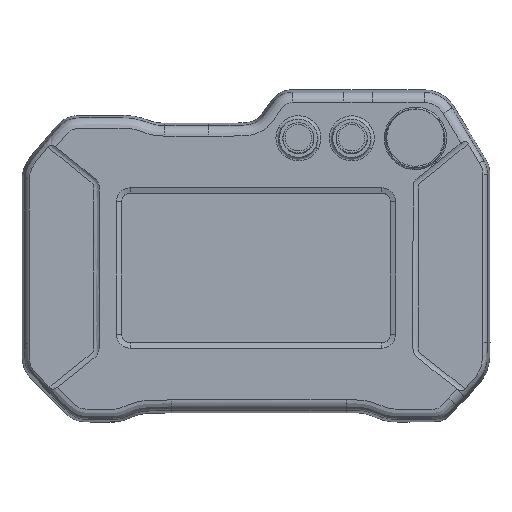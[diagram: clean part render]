
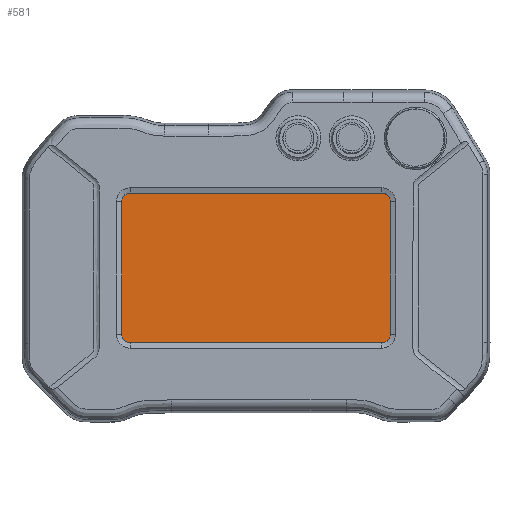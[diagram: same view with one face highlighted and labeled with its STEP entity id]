
A CAD part, front view. The second image highlights one B-rep face of the part: STEP entity #581.
In plain terms, the highlighted planar face has unit normal (0, -1, 0).
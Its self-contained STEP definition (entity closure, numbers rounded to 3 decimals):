
#581=ADVANCED_FACE('',(#1344),#12018,.T.);
#1344=FACE_OUTER_BOUND('',#2131,.T.);
#2131=EDGE_LOOP('',(#3551,#3552,#3553,#3554,#3555,#3556,#3557,#3558));
#3551=ORIENTED_EDGE('',*,*,#7028,.F.);
#3552=ORIENTED_EDGE('',*,*,#7025,.F.);
#3553=ORIENTED_EDGE('',*,*,#7022,.F.);
#3554=ORIENTED_EDGE('',*,*,#7019,.F.);
#3555=ORIENTED_EDGE('',*,*,#7016,.F.);
#3556=ORIENTED_EDGE('',*,*,#7013,.F.);
#3557=ORIENTED_EDGE('',*,*,#7010,.F.);
#3558=ORIENTED_EDGE('',*,*,#7006,.F.);
#7006=EDGE_CURVE('',#10757,#10758,#10039,.T.);
#7010=EDGE_CURVE('',#10758,#10761,#10043,.T.);
#7013=EDGE_CURVE('',#10761,#10763,#10046,.T.);
#7016=EDGE_CURVE('',#10763,#10765,#10049,.T.);
#7019=EDGE_CURVE('',#10765,#10767,#10052,.T.);
#7022=EDGE_CURVE('',#10767,#10769,#10055,.T.);
#7025=EDGE_CURVE('',#10769,#10771,#10058,.T.);
#7028=EDGE_CURVE('',#10771,#10757,#10061,.T.);
#10039=(
BOUNDED_CURVE()
B_SPLINE_CURVE(2,(#15161,#15162,#15163),.UNSPECIFIED.,.F.,.F.)
B_SPLINE_CURVE_WITH_KNOTS((3,3),(0.,7.854),.UNSPECIFIED.)
CURVE()
GEOMETRIC_REPRESENTATION_ITEM()
RATIONAL_B_SPLINE_CURVE((1.,0.707,1.))
REPRESENTATION_ITEM('')
);
#10043=(
BOUNDED_CURVE()
B_SPLINE_CURVE(2,(#15171,#15172,#15173),.UNSPECIFIED.,.F.,.F.)
B_SPLINE_CURVE_WITH_KNOTS((3,3),(7.854,84.354),
 .UNSPECIFIED.)
CURVE()
GEOMETRIC_REPRESENTATION_ITEM()
RATIONAL_B_SPLINE_CURVE((1.,1.,1.))
REPRESENTATION_ITEM('')
);
#10046=(
BOUNDED_CURVE()
B_SPLINE_CURVE(2,(#15179,#15180,#15181),.UNSPECIFIED.,.F.,.F.)
B_SPLINE_CURVE_WITH_KNOTS((3,3),(84.354,92.208),
 .UNSPECIFIED.)
CURVE()
GEOMETRIC_REPRESENTATION_ITEM()
RATIONAL_B_SPLINE_CURVE((1.,0.707,1.))
REPRESENTATION_ITEM('')
);
#10049=(
BOUNDED_CURVE()
B_SPLINE_CURVE(2,(#15187,#15188,#15189),.UNSPECIFIED.,.F.,.F.)
B_SPLINE_CURVE_WITH_KNOTS((3,3),(92.208,237.208),
 .UNSPECIFIED.)
CURVE()
GEOMETRIC_REPRESENTATION_ITEM()
RATIONAL_B_SPLINE_CURVE((1.,1.,1.))
REPRESENTATION_ITEM('')
);
#10052=(
BOUNDED_CURVE()
B_SPLINE_CURVE(2,(#15195,#15196,#15197),.UNSPECIFIED.,.F.,.F.)
B_SPLINE_CURVE_WITH_KNOTS((3,3),(237.208,245.062),
 .UNSPECIFIED.)
CURVE()
GEOMETRIC_REPRESENTATION_ITEM()
RATIONAL_B_SPLINE_CURVE((1.,0.707,1.))
REPRESENTATION_ITEM('')
);
#10055=(
BOUNDED_CURVE()
B_SPLINE_CURVE(2,(#15203,#15204,#15205),.UNSPECIFIED.,.F.,.F.)
B_SPLINE_CURVE_WITH_KNOTS((3,3),(245.062,321.562),
 .UNSPECIFIED.)
CURVE()
GEOMETRIC_REPRESENTATION_ITEM()
RATIONAL_B_SPLINE_CURVE((1.,1.,1.))
REPRESENTATION_ITEM('')
);
#10058=(
BOUNDED_CURVE()
B_SPLINE_CURVE(2,(#15211,#15212,#15213),.UNSPECIFIED.,.F.,.F.)
B_SPLINE_CURVE_WITH_KNOTS((3,3),(321.562,329.416),
 .UNSPECIFIED.)
CURVE()
GEOMETRIC_REPRESENTATION_ITEM()
RATIONAL_B_SPLINE_CURVE((1.,0.707,1.))
REPRESENTATION_ITEM('')
);
#10061=(
BOUNDED_CURVE()
B_SPLINE_CURVE(2,(#15219,#15220,#15221),.UNSPECIFIED.,.F.,.F.)
B_SPLINE_CURVE_WITH_KNOTS((3,3),(329.416,474.416),
 .UNSPECIFIED.)
CURVE()
GEOMETRIC_REPRESENTATION_ITEM()
RATIONAL_B_SPLINE_CURVE((1.,1.,1.))
REPRESENTATION_ITEM('')
);
#10757=VERTEX_POINT('',#15145);
#10758=VERTEX_POINT('',#15146);
#10761=VERTEX_POINT('',#15149);
#10763=VERTEX_POINT('',#15151);
#10765=VERTEX_POINT('',#15153);
#10767=VERTEX_POINT('',#15155);
#10769=VERTEX_POINT('',#15157);
#10771=VERTEX_POINT('',#15159);
#12018=PLANE('',#12317);
#12317=AXIS2_PLACEMENT_3D('',#15143,#12600,$);
#12600=DIRECTION('',(0.,-1.,0.));
#15143=CARTESIAN_POINT('',(789.374,-898.,-326.777));
#15145=CARTESIAN_POINT('',(822.499,-898.,-439.84));
#15146=CARTESIAN_POINT('',(810.499,-898.,-427.84));
#15149=CARTESIAN_POINT('',(810.499,-898.,-351.34));
#15151=CARTESIAN_POINT('',(822.499,-898.,-339.34));
#15153=CARTESIAN_POINT('',(967.499,-898.,-339.34));
#15155=CARTESIAN_POINT('',(979.499,-898.,-351.34));
#15157=CARTESIAN_POINT('',(979.499,-898.,-427.84));
#15159=CARTESIAN_POINT('',(967.499,-898.,-439.84));
#15161=CARTESIAN_POINT('',(822.499,-898.,-439.84));
#15162=CARTESIAN_POINT('',(810.499,-898.,-439.84));
#15163=CARTESIAN_POINT('',(810.499,-898.,-427.84));
#15171=CARTESIAN_POINT('',(810.499,-898.,-427.84));
#15172=CARTESIAN_POINT('',(810.499,-898.,-389.59));
#15173=CARTESIAN_POINT('',(810.499,-898.,-351.34));
#15179=CARTESIAN_POINT('',(810.499,-898.,-351.34));
#15180=CARTESIAN_POINT('',(810.499,-898.,-339.34));
#15181=CARTESIAN_POINT('',(822.499,-898.,-339.34));
#15187=CARTESIAN_POINT('',(822.499,-898.,-339.34));
#15188=CARTESIAN_POINT('',(894.999,-898.,-339.34));
#15189=CARTESIAN_POINT('',(967.499,-898.,-339.34));
#15195=CARTESIAN_POINT('',(967.499,-898.,-339.34));
#15196=CARTESIAN_POINT('',(979.499,-898.,-339.34));
#15197=CARTESIAN_POINT('',(979.499,-898.,-351.34));
#15203=CARTESIAN_POINT('',(979.499,-898.,-351.34));
#15204=CARTESIAN_POINT('',(979.499,-898.,-389.59));
#15205=CARTESIAN_POINT('',(979.499,-898.,-427.84));
#15211=CARTESIAN_POINT('',(979.499,-898.,-427.84));
#15212=CARTESIAN_POINT('',(979.499,-898.,-439.84));
#15213=CARTESIAN_POINT('',(967.499,-898.,-439.84));
#15219=CARTESIAN_POINT('',(967.499,-898.,-439.84));
#15220=CARTESIAN_POINT('',(894.999,-898.,-439.84));
#15221=CARTESIAN_POINT('',(822.499,-898.,-439.84));
